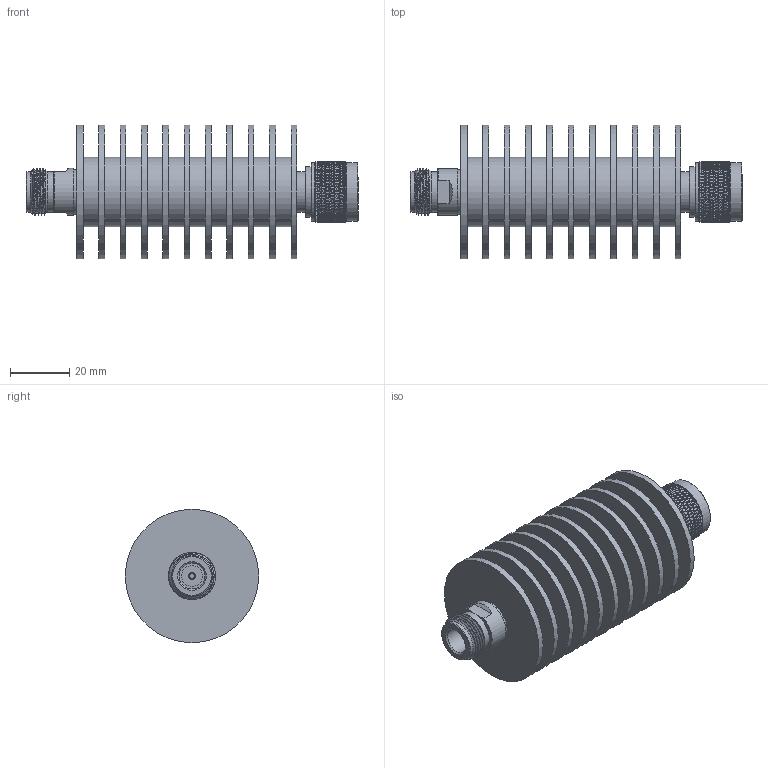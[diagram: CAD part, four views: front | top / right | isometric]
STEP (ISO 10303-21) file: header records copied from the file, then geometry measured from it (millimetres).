
FILE_DESCRIPTION (( 'STEP AP203' ), '1' );
FILE_NAME ('PE7389-20_3D.step', '2021-02-23T17:35:45', ( '' ), ( '' ), 'SwSTEP 2.0', 'SolidWorks 2018', '' );
FILE_SCHEMA (( 'CONFIG_CONTROL_DESIGN' ));
Length unit declared in the file: inch
Products named in the file (1): PE7389-20_3D
Bounding box: 112 x 45 x 45 mm (x, y, z)
Volume: 63873.3 mm3; surface area: 37588.9 mm2
Topology: 1 solids, 1 shells, 2354 faces, 5016 edges, 2698 vertices
Faces by surface type: bspline 1767, cylinder 492, plane 70, cone 23, torus 2
Full cylindrical faces by diameter (mm): 1.524 x2, 2.54 x1, 2.794 x1, 6.985 x1, 7.112 x1, 8.255 x1, 8.636 x1, 13.716 x3, 14.859 x1, 15.875 x6, 17.175 x1, 19.715 x2, 23.56 x10, 44.999 x11
Entity records: 86293 total; most frequent: CARTESIAN_POINT 55642, ORIENTED_EDGE 9878, EDGE_CURVE 4939, VERTEX_POINT 2677, EDGE_LOOP 2432, FACE_OUTER_BOUND 2387, ADVANCED_FACE 2348, B_SPLINE_CURVE_WITH_KNOTS 2197
